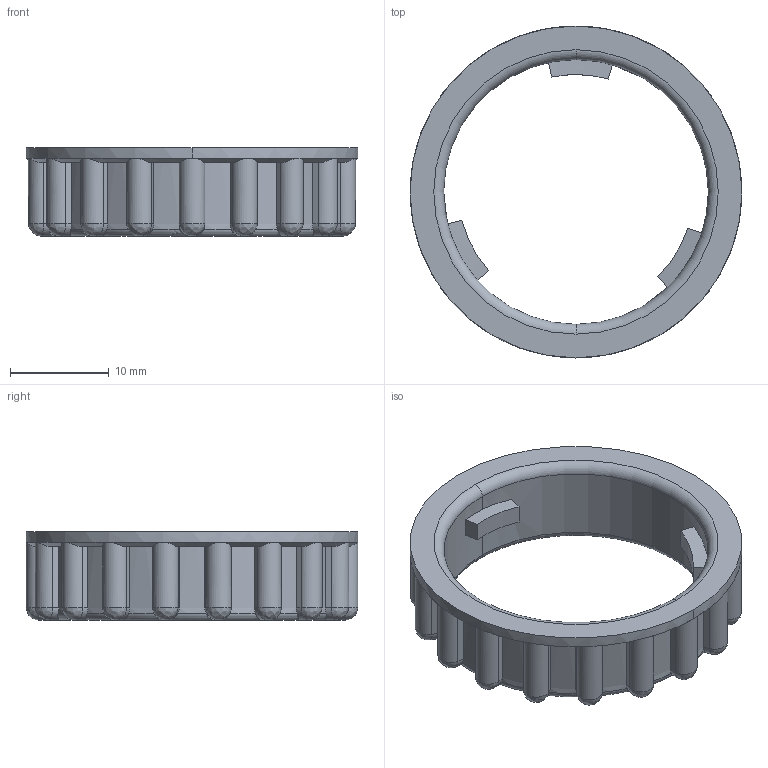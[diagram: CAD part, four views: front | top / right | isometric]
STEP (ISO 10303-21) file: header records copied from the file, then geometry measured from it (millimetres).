
FILE_DESCRIPTION((''),'2;1');
FILE_NAME('C-0965687-01-3','2007-09-06T',('workeradm'),('Tyco Electronics Corporation'),'PRO/ENGINEER BY PARAMETRIC TECHNOLOGY CORPORATION, 2005450','PRO/ENGINEER BY PARAMETRIC TECHNOLOGY CORPORATION, 2005450','');
FILE_SCHEMA(('CONFIG_CONTROL_DESIGN', 'GEOMETRIC_VALIDATION_PROPERTIES_MIM'));
Length unit declared in the file: millimetre
Products named in the file (1): C-0965687-01-3
Bounding box: 33.6 x 33.6 x 9 mm (x, y, z)
Volume: 2036 mm3; surface area: 2557 mm2
Topology: 1 solids, 1 shells, 204 faces, 590 edges, 389 vertices
Faces by surface type: plane 79, cylinder 79, bspline 24, cone 18, torus 4
Entity records: 7936 total; most frequent: CARTESIAN_POINT 2659, ORIENTED_EDGE 1180, DIRECTION 989, EDGE_CURVE 590, AXIS2_PLACEMENT_3D 390, VERTEX_POINT 389, CIRCLE 210, VECTOR 209
